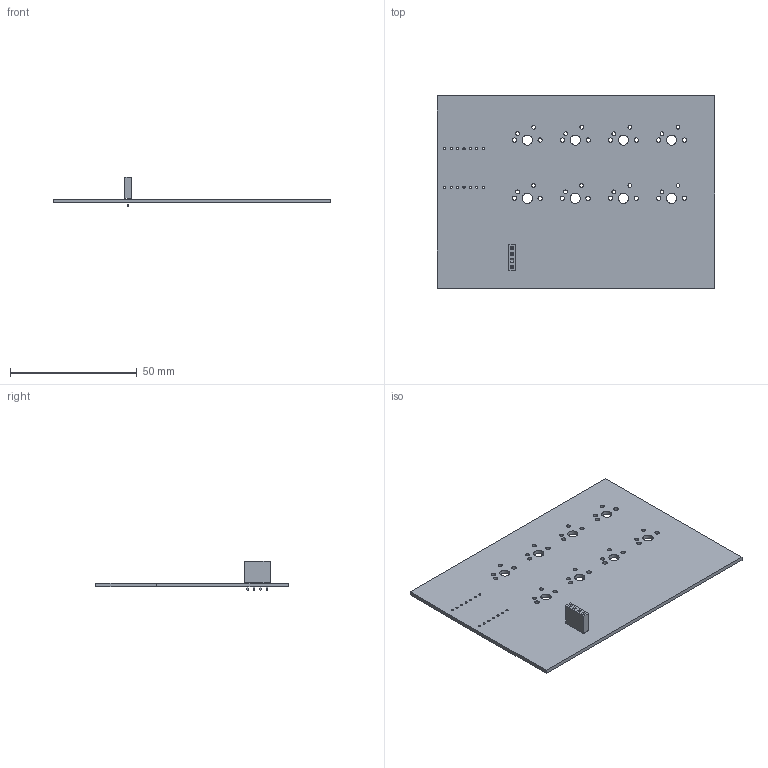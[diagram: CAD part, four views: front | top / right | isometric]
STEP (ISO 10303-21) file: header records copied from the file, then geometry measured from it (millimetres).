
FILE_DESCRIPTION(('KiCad electronic assembly'),'2;1');
FILE_NAME('MacroPad.step','2025-12-23T14:02:10',('Pcbnew'),('Kicad'), 'Open CASCADE STEP processor 7.9','KiCad to STEP converter','Unknown' );
FILE_SCHEMA(('AUTOMOTIVE_DESIGN { 1 0 10303 214 1 1 1 1 }'));
Length unit declared in the file: millimetre
Products named in the file (3): MacroPad 1; PinSocket_1x04_P2.54mm_Vertical; MacroPad_PCB
Assembly tree (2 placements, depth 2):
  MacroPad 1
    PinSocket_1x04_P2.54mm_Vertical
    MacroPad_PCB
Bounding box: 109.5 x 76 x 11.6 mm (x, y, z)
Volume: 12505.6 mm3; surface area: 17691.9 mm2
Topology: 2 solids, 2 shells, 179 faces, 485 edges, 318 vertices
Faces by surface type: plane 121, cylinder 58
Full cylindrical faces by diameter (mm): 0.889 x14, 1 x4, 1.5 x16, 1.7 x16, 4 x8
Entity records: 7209 total; most frequent: CARTESIAN_POINT 985, ORIENTED_EDGE 970, DIRECTION 965, EDGE_CURVE 485, LINE 369, VECTOR 369, VERTEX_POINT 318, FACE_BOUND 303
